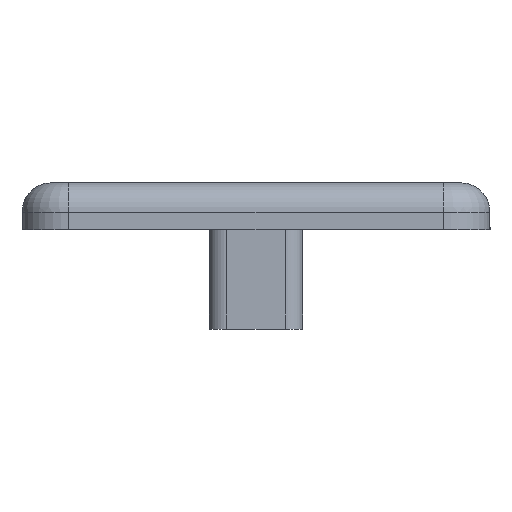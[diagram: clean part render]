
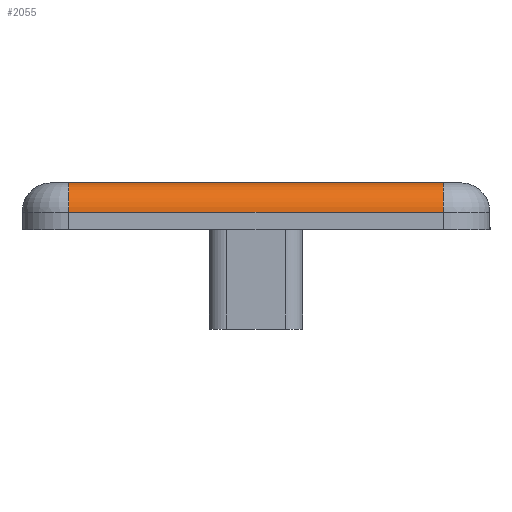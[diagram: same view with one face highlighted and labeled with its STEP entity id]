
A CAD part, left-side view. The second image highlights one B-rep face of the part: STEP entity #2055.
In plain terms, the highlighted cylindrical face has radius 2.5 mm (diameter 5 mm), a partial arc.
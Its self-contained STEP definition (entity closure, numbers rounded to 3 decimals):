
#45 = EDGE_CURVE ( 'NONE', #2622, #2641, #463, .T. ) ;
#53 = DIRECTION ( 'NONE',  ( 0., 0., 1. ) ) ;
#67 = DIRECTION ( 'NONE',  ( 0., -1., 0. ) ) ;
#158 = ORIENTED_EDGE ( 'NONE', *, *, #869, .T. ) ;
#162 = DIRECTION ( 'NONE',  ( 0., -1., 0. ) ) ;
#217 = CARTESIAN_POINT ( 'NONE',  ( -120., -16., 1.5 ) ) ;
#262 = CARTESIAN_POINT ( 'NONE',  ( -120., -20., 1.5 ) ) ;
#328 = CARTESIAN_POINT ( 'NONE',  ( -120., 16., 1.5 ) ) ;
#374 = ORIENTED_EDGE ( 'NONE', *, *, #2212, .F. ) ;
#438 = CIRCLE ( 'NONE', #1572, 2.5 ) ;
#463 = LINE ( 'NONE', #2064, #3012 ) ;
#480 = VERTEX_POINT ( 'NONE', #217 ) ;
#523 = ORIENTED_EDGE ( 'NONE', *, *, #544, .T. ) ;
#544 = EDGE_CURVE ( 'NONE', #2622, #2322, #438, .T. ) ;
#666 = LINE ( 'NONE', #262, #2019 ) ;
#721 = CARTESIAN_POINT ( 'NONE',  ( -117.5, 16., 4. ) ) ;
#869 = EDGE_CURVE ( 'NONE', #2322, #480, #666, .T. ) ;
#1015 = EDGE_LOOP ( 'NONE', ( #374, #1890, #523, #158 ) ) ;
#1067 = AXIS2_PLACEMENT_3D ( 'NONE', #1455, #2163, #53 ) ;
#1290 = CARTESIAN_POINT ( 'NONE',  ( -117.5, -16., 4. ) ) ;
#1371 = CYLINDRICAL_SURFACE ( 'NONE', #1954, 2.5 ) ;
#1400 = DIRECTION ( 'NONE',  ( 0., -1., 0. ) ) ;
#1455 = CARTESIAN_POINT ( 'NONE',  ( -117.5, -16., 1.5 ) ) ;
#1561 = CARTESIAN_POINT ( 'NONE',  ( -117.5, -20., 1.5 ) ) ;
#1572 = AXIS2_PLACEMENT_3D ( 'NONE', #2865, #1400, #1693 ) ;
#1693 = DIRECTION ( 'NONE',  ( 0., 0., -1. ) ) ;
#1890 = ORIENTED_EDGE ( 'NONE', *, *, #45, .F. ) ;
#1954 = AXIS2_PLACEMENT_3D ( 'NONE', #1561, #162, #2516 ) ;
#2019 = VECTOR ( 'NONE', #2388, 1000. ) ;
#2055 = ADVANCED_FACE ( 'NONE', ( #2737 ), #1371, .T. ) ;
#2064 = CARTESIAN_POINT ( 'NONE',  ( -117.5, -20., 4. ) ) ;
#2163 = DIRECTION ( 'NONE',  ( 0., -1., 0. ) ) ;
#2212 = EDGE_CURVE ( 'NONE', #2641, #480, #2698, .T. ) ;
#2322 = VERTEX_POINT ( 'NONE', #328 ) ;
#2388 = DIRECTION ( 'NONE',  ( 0., -1., 0. ) ) ;
#2516 = DIRECTION ( 'NONE',  ( 0., 0., -1. ) ) ;
#2622 = VERTEX_POINT ( 'NONE', #721 ) ;
#2641 = VERTEX_POINT ( 'NONE', #1290 ) ;
#2698 = CIRCLE ( 'NONE', #1067, 2.5 ) ;
#2737 = FACE_OUTER_BOUND ( 'NONE', #1015, .T. ) ;
#2865 = CARTESIAN_POINT ( 'NONE',  ( -117.5, 16., 1.5 ) ) ;
#3012 = VECTOR ( 'NONE', #67, 1000. ) ;
